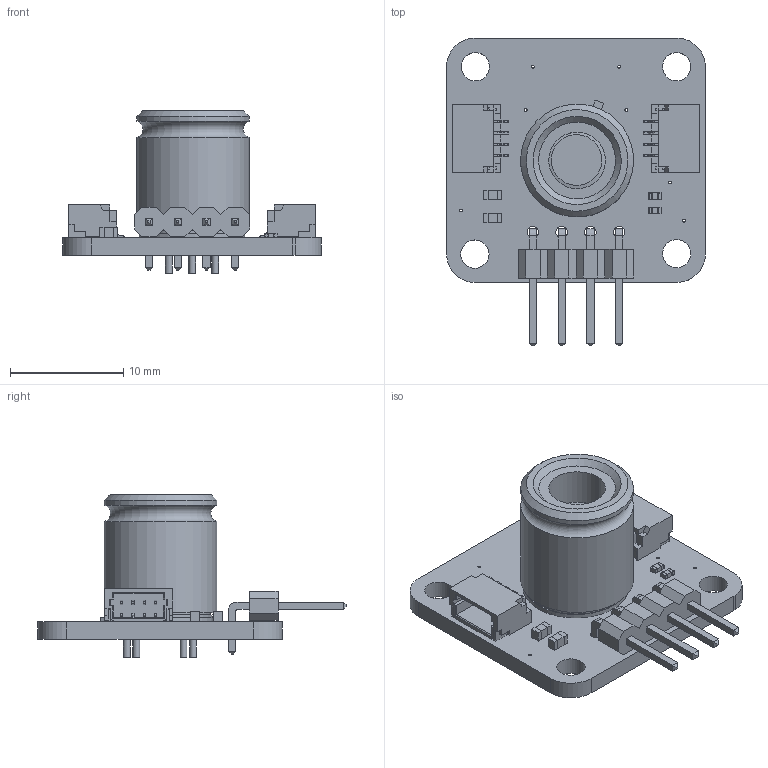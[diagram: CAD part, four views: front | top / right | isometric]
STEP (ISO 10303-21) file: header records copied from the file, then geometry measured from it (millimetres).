
FILE_DESCRIPTION(/* description */ (''),/* implementation_level */ '2;1');
FILE_NAME(/* name */ 'MLX90641-Termocamera v2.step',/* time_stamp */ '2025-08-16T11:26:16+02:00',/* author */ (''),/* organization */ (''),/* preprocessor_version */ 'ST-DEVELOPER v20.1',/* originating_system */ 'Autodesk Translation Framework v14.10.0.0',/* authorisation */ '');
FILE_SCHEMA (('AUTOMOTIVE_DESIGN { 1 0 10303 214 3 1 1 }'));
Length unit declared in the file: millimetre
Products named in the file (23): MLX90641-Termocamera; Board; Packages; LASKAKIT_HEART_4MM; LASKKIT_10MM_SILKSCREEN; USUP_SILKSCREEN; 1X04/90; 1X04_1MM_RA; 2,5-PAD; MLX90641ESFBCB000TU; Body007; Body008; Body009; Body; Body004; Body005; Body006; Body003; Body010; Body002; Body001; C0603; R0402
Assembly tree (29 placements, depth 4):
  MLX90641-Termocamera
    Board
    Packages
      LASKAKIT_HEART_4MM
      LASKKIT_10MM_SILKSCREEN
      USUP_SILKSCREEN  x2
      1X04/90
      1X04_1MM_RA  x2
      2,5-PAD  x4
      MLX90641ESFBCB000TU
        Body007
        Body008
        Body009
        Body
        Body004
        Body005
        Body006
        Body003
        Body010
        Body002
        Body001
      C0603  x2
      R0402  x2
Bounding box: 22.86 x 27.2 x 14.35 mm (x, y, z)
Volume: 1219.6 mm3; surface area: 3206.8 mm2
Topology: 31 solids, 31 shells, 901 faces, 2360 edges, 1523 vertices
Faces by surface type: plane 668, cylinder 192, sphere 32, torus 5, cone 4
Full cylindrical faces by diameter (mm): 0.25 x16, 0.6 x7, 0.7 x5, 1.016 x4, 1.15 x3, 1.17 x3, 2.5 x4, 4.476 x1, 5 x2, 8.405 x1, 8.905 x1, 9.267 x1, 9.527 x1, 9.967 x2
Entity records: 18112 total; most frequent: CARTESIAN_POINT 2988, DIRECTION 2948, ORIENTED_EDGE 2884, EDGE_CURVE 1442, LINE 1170, VECTOR 1170, VERTEX_POINT 929, AXIS2_PLACEMENT_3D 889
